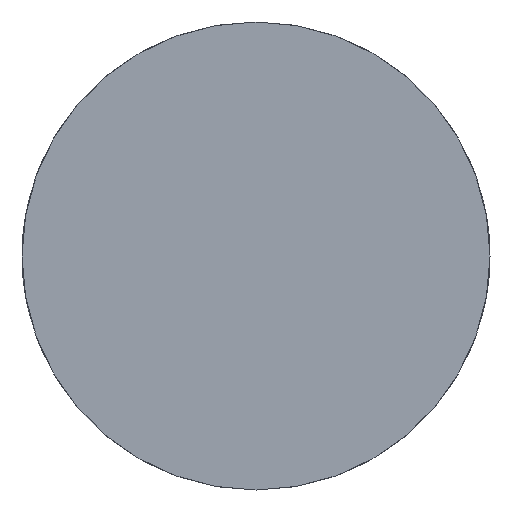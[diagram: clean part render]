
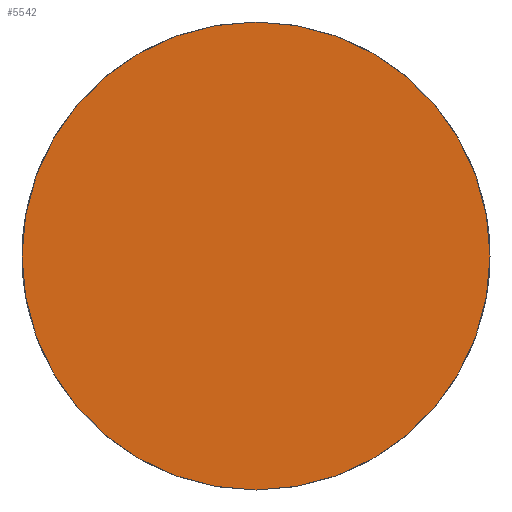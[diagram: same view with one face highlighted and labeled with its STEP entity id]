
A CAD part, front view. The second image highlights one B-rep face of the part: STEP entity #5542.
In plain terms, the highlighted planar face has unit normal (0, -1, 0).
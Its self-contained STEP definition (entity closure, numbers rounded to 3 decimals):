
#1223 = EDGE_CURVE ( 'NONE', #3972, #5563, #3906, .T. ) ;
#1764 = EDGE_CURVE ( 'NONE', #5563, #3972, #2644, .T. ) ;
#1786 = DIRECTION ( 'NONE',  ( 0., -1., 0. ) ) ;
#2441 = PLANE ( 'NONE',  #2932 ) ;
#2644 = CIRCLE ( 'NONE', #4016, 40. ) ;
#2796 = ORIENTED_EDGE ( 'NONE', *, *, #1764, .T. ) ;
#2932 = AXIS2_PLACEMENT_3D ( 'NONE', #6752, #1786, #3982 ) ;
#3005 = DIRECTION ( 'NONE',  ( 0., 0., -1. ) ) ;
#3018 = CARTESIAN_POINT ( 'NONE',  ( 0., 0., -40. ) ) ;
#3059 = ORIENTED_EDGE ( 'NONE', *, *, #1223, .T. ) ;
#3688 = DIRECTION ( 'NONE',  ( 0., 0., -1. ) ) ;
#3906 = CIRCLE ( 'NONE', #4607, 40. ) ;
#3972 = VERTEX_POINT ( 'NONE', #6919 ) ;
#3982 = DIRECTION ( 'NONE',  ( 1., 0., 0. ) ) ;
#4016 = AXIS2_PLACEMENT_3D ( 'NONE', #4584, #6807, #3005 ) ;
#4584 = CARTESIAN_POINT ( 'NONE',  ( 0., 0., 0. ) ) ;
#4607 = AXIS2_PLACEMENT_3D ( 'NONE', #6420, #6958, #3688 ) ;
#5110 = FACE_OUTER_BOUND ( 'NONE', #6496, .T. ) ;
#5542 = ADVANCED_FACE ( 'NONE', ( #5110 ), #2441, .T. ) ;
#5563 = VERTEX_POINT ( 'NONE', #3018 ) ;
#6420 = CARTESIAN_POINT ( 'NONE',  ( 0., 0., 0. ) ) ;
#6496 = EDGE_LOOP ( 'NONE', ( #2796, #3059 ) ) ;
#6752 = CARTESIAN_POINT ( 'NONE',  ( -41.6, 0., -41.614 ) ) ;
#6807 = DIRECTION ( 'NONE',  ( 0., -1., 0. ) ) ;
#6919 = CARTESIAN_POINT ( 'NONE',  ( 0., 0., 40. ) ) ;
#6958 = DIRECTION ( 'NONE',  ( 0., -1., 0. ) ) ;
